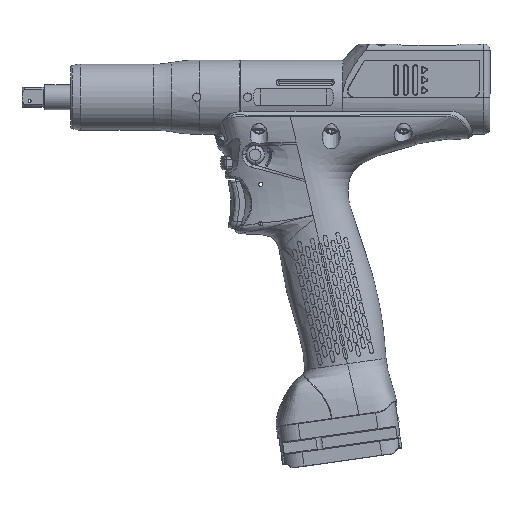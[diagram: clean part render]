
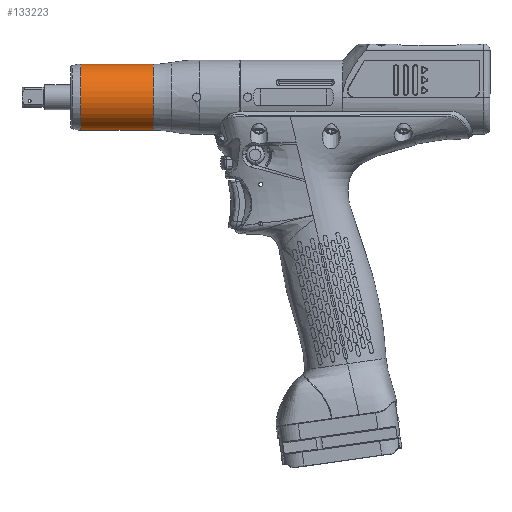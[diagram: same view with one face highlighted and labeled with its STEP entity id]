
A CAD part, top view. The second image highlights one B-rep face of the part: STEP entity #133223.
In plain terms, the highlighted cylindrical face has radius 16 mm (diameter 32 mm), a partial arc.
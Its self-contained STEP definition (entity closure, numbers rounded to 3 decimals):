
#56130=CARTESIAN_POINT('',(-59.371,0.,0.));
#56131=DIRECTION('',(1.,0.,0.));
#56132=DIRECTION('',(0.,1.,0.));
#56133=AXIS2_PLACEMENT_3D('',#56130,#56131,#56132);
#56135=DIRECTION('',(-1.,0.,0.));
#56136=VECTOR('',#56135,35.029);
#56137=CARTESIAN_POINT('',(-59.371,16.,0.));
#56138=LINE('',#56137,#56136);
#56139=DIRECTION('',(-1.,0.,0.));
#56140=VECTOR('',#56139,35.029);
#56141=CARTESIAN_POINT('',(-59.371,-16.,0.));
#56142=LINE('',#56141,#56140);
#56163=CARTESIAN_POINT('',(-94.4,0.,0.));
#56164=DIRECTION('',(1.,0.,0.));
#56165=DIRECTION('',(0.,1.,0.));
#56166=AXIS2_PLACEMENT_3D('',#56163,#56164,#56165);
#80445=CARTESIAN_POINT('',(-59.371,16.,0.));
#80446=CARTESIAN_POINT('',(-94.4,16.,0.));
#80447=VERTEX_POINT('',#80445);
#80448=VERTEX_POINT('',#80446);
#80459=CARTESIAN_POINT('',(-59.371,-16.,0.));
#80460=CARTESIAN_POINT('',(-94.4,-16.,0.));
#80461=VERTEX_POINT('',#80459);
#80462=VERTEX_POINT('',#80460);
#133209=CARTESIAN_POINT('',(-103.515,0.,0.));
#133210=DIRECTION('',(1.,0.,0.));
#133211=DIRECTION('',(0.,-1.,0.));
#133212=AXIS2_PLACEMENT_3D('',#133209,#133210,#133211);
#133213=CYLINDRICAL_SURFACE('',#133212,16.);
#133215=ORIENTED_EDGE('',*,*,#133214,.F.);
#133216=ORIENTED_EDGE('',*,*,#133204,.T.);
#133218=ORIENTED_EDGE('',*,*,#133217,.T.);
#133220=ORIENTED_EDGE('',*,*,#133219,.F.);
#133221=EDGE_LOOP('',(#133215,#133216,#133218,#133220));
#133222=FACE_OUTER_BOUND('',#133221,.F.);
#133223=ADVANCED_FACE('',(#133222),#133213,.T.);
#56134=CIRCLE('',#56133,16.);
#56167=CIRCLE('',#56166,16.);
#133204=EDGE_CURVE('',#80447,#80461,#56134,.T.);
#133214=EDGE_CURVE('',#80447,#80448,#56138,.T.);
#133217=EDGE_CURVE('',#80461,#80462,#56142,.T.);
#133219=EDGE_CURVE('',#80448,#80462,#56167,.T.);
